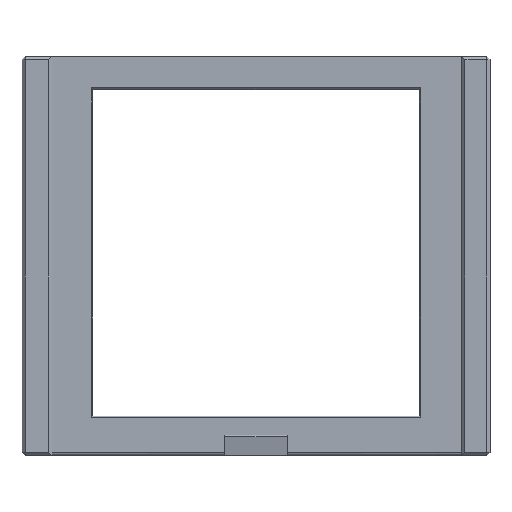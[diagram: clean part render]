
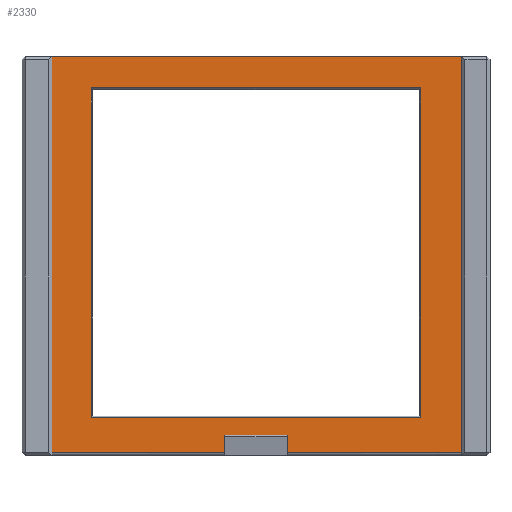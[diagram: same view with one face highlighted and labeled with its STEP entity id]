
A CAD part, top view. The second image highlights one B-rep face of the part: STEP entity #2330.
In plain terms, the highlighted planar face has unit normal (0, 0, 1).
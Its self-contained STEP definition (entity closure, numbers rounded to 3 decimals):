
#198=ORIENTED_EDGE('',*,*,#852,.T.);
#199=ORIENTED_EDGE('',*,*,#853,.T.);
#200=ORIENTED_EDGE('',*,*,#854,.T.);
#201=ORIENTED_EDGE('',*,*,#855,.T.);
#202=ORIENTED_EDGE('',*,*,#753,.F.);
#203=ORIENTED_EDGE('',*,*,#856,.T.);
#204=ORIENTED_EDGE('',*,*,#857,.F.);
#205=ORIENTED_EDGE('',*,*,#858,.T.);
#206=ORIENTED_EDGE('',*,*,#859,.F.);
#207=ORIENTED_EDGE('',*,*,#860,.T.);
#208=ORIENTED_EDGE('',*,*,#747,.F.);
#209=ORIENTED_EDGE('',*,*,#861,.F.);
#747=EDGE_CURVE('',#1078,#1079,#1282,.T.);
#753=EDGE_CURVE('',#1084,#1085,#1286,.T.);
#852=EDGE_CURVE('',#1175,#1176,#1377,.T.);
#853=EDGE_CURVE('',#1176,#1177,#1378,.T.);
#854=EDGE_CURVE('',#1177,#1178,#1379,.T.);
#855=EDGE_CURVE('',#1178,#1175,#1380,.T.);
#856=EDGE_CURVE('',#1084,#1179,#1381,.T.);
#857=EDGE_CURVE('',#1180,#1179,#1382,.T.);
#858=EDGE_CURVE('',#1180,#1181,#1383,.T.);
#859=EDGE_CURVE('',#1182,#1181,#1384,.T.);
#860=EDGE_CURVE('',#1182,#1079,#1385,.T.);
#861=EDGE_CURVE('',#1085,#1078,#1386,.T.);
#1078=VERTEX_POINT('',#3307);
#1079=VERTEX_POINT('',#3309);
#1084=VERTEX_POINT('',#3320);
#1085=VERTEX_POINT('',#3322);
#1175=VERTEX_POINT('',#3524);
#1176=VERTEX_POINT('',#3525);
#1177=VERTEX_POINT('',#3527);
#1178=VERTEX_POINT('',#3529);
#1179=VERTEX_POINT('',#3532);
#1180=VERTEX_POINT('',#3534);
#1181=VERTEX_POINT('',#3536);
#1182=VERTEX_POINT('',#3538);
#1282=LINE('',#3308,#1579);
#1286=LINE('',#3321,#1583);
#1377=LINE('',#3523,#1674);
#1378=LINE('',#3526,#1675);
#1379=LINE('',#3528,#1676);
#1380=LINE('',#3530,#1677);
#1381=LINE('',#3531,#1678);
#1382=LINE('',#3533,#1679);
#1383=LINE('',#3535,#1680);
#1384=LINE('',#3537,#1681);
#1385=LINE('',#3539,#1682);
#1386=LINE('',#3540,#1683);
#1579=VECTOR('',#2655,1000.);
#1583=VECTOR('',#2665,1000.);
#1674=VECTOR('',#2798,1000.);
#1675=VECTOR('',#2799,1000.);
#1676=VECTOR('',#2800,1000.);
#1677=VECTOR('',#2801,1000.);
#1678=VECTOR('',#2802,1000.);
#1679=VECTOR('',#2803,1000.);
#1680=VECTOR('',#2804,1000.);
#1681=VECTOR('',#2805,1000.);
#1682=VECTOR('',#2806,1000.);
#1683=VECTOR('',#2807,1000.);
#1891=EDGE_LOOP('',(#198,#199,#200,#201));
#1892=EDGE_LOOP('',(#202,#203,#204,#205,#206,#207,#208,#209));
#2054=FACE_BOUND('',#1891,.T.);
#2055=FACE_BOUND('',#1892,.T.);
#2213=PLANE('',#2496);
#2330=ADVANCED_FACE('',(#2054,#2055),#2213,.T.);
#2496=AXIS2_PLACEMENT_3D('',#3522,#2796,#2797);
#2655=DIRECTION('',(0.,-1.,0.));
#2665=DIRECTION('',(0.,1.,0.));
#2796=DIRECTION('',(0.,0.,1.));
#2797=DIRECTION('',(1.,0.,0.));
#2798=DIRECTION('',(1.,0.,0.));
#2799=DIRECTION('',(0.,-1.,0.));
#2800=DIRECTION('',(-1.,0.,0.));
#2801=DIRECTION('',(0.,1.,0.));
#2802=DIRECTION('',(1.,0.,0.));
#2803=DIRECTION('',(0.,-1.,0.));
#2804=DIRECTION('',(-1.,0.,0.));
#2805=DIRECTION('',(0.,1.,0.));
#2806=DIRECTION('',(1.,0.,0.));
#2807=DIRECTION('',(-1.,0.,0.));
#3307=CARTESIAN_POINT('',(-5.,-29.,8.75));
#3308=CARTESIAN_POINT('',(-5.,-29.,8.75));
#3309=CARTESIAN_POINT('',(-5.,-31.75,8.75));
#3320=CARTESIAN_POINT('',(5.,-31.75,8.75));
#3321=CARTESIAN_POINT('',(5.,-29.,8.75));
#3322=CARTESIAN_POINT('',(5.,-29.,8.75));
#3522=CARTESIAN_POINT('',(0.,0.,8.75));
#3523=CARTESIAN_POINT('',(0.,26.25,8.75));
#3524=CARTESIAN_POINT('',(-26.25,26.25,8.75));
#3525=CARTESIAN_POINT('',(26.25,26.25,8.75));
#3526=CARTESIAN_POINT('',(26.25,0.,8.75));
#3527=CARTESIAN_POINT('',(26.25,-26.25,8.75));
#3528=CARTESIAN_POINT('',(0.,-26.25,8.75));
#3529=CARTESIAN_POINT('',(-26.25,-26.25,8.75));
#3530=CARTESIAN_POINT('',(-26.25,0.,8.75));
#3531=CARTESIAN_POINT('',(35.25,-31.75,8.75));
#3532=CARTESIAN_POINT('',(35.25,-31.75,8.75));
#3533=CARTESIAN_POINT('',(35.25,20.25,8.75));
#3534=CARTESIAN_POINT('',(35.25,31.25,8.75));
#3535=CARTESIAN_POINT('',(-33.25,31.25,8.75));
#3536=CARTESIAN_POINT('',(-35.,31.25,8.75));
#3537=CARTESIAN_POINT('',(-35.,20.25,8.75));
#3538=CARTESIAN_POINT('',(-35.,-31.75,8.75));
#3539=CARTESIAN_POINT('',(-5.,-31.75,8.75));
#3540=CARTESIAN_POINT('',(0.,-29.,8.75));
